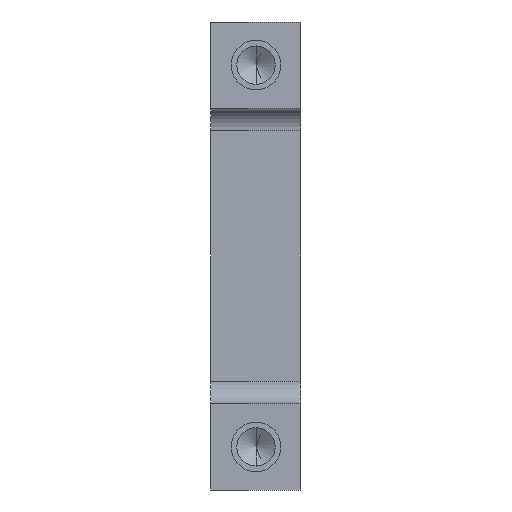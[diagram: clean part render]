
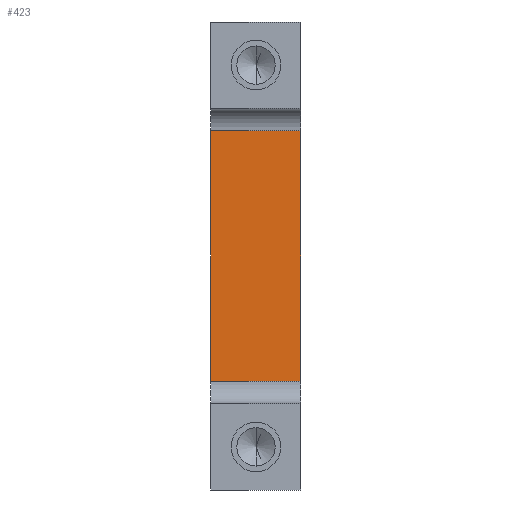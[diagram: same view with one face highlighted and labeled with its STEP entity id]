
A CAD part, left-side view. The second image highlights one B-rep face of the part: STEP entity #423.
In plain terms, the highlighted planar face has unit normal (-1, 0, 0).
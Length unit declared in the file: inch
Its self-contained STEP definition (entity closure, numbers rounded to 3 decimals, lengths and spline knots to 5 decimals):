
#33 = VECTOR ( 'NONE', #835, 39.37008 ) ;
#36 = VERTEX_POINT ( 'NONE', #2295 ) ;
#94 = LINE ( 'NONE', #653, #33 ) ;
#95 = CARTESIAN_POINT ( 'NONE',  ( -0.535, 0.25, -0.348 ) ) ;
#99 = CARTESIAN_POINT ( 'NONE',  ( -0.535, 0., -0.348 ) ) ;
#204 = EDGE_LOOP ( 'NONE', ( #348, #410, #1378, #924 ) ) ;
#283 = DIRECTION ( 'NONE',  ( 0., -1., 0. ) ) ;
#348 = ORIENTED_EDGE ( 'NONE', *, *, #1862, .T. ) ;
#368 = DIRECTION ( 'NONE',  ( 1., 0., 0. ) ) ;
#381 = VERTEX_POINT ( 'NONE', #1366 ) ;
#410 = ORIENTED_EDGE ( 'NONE', *, *, #2429, .F. ) ;
#423 = ADVANCED_FACE ( 'NONE', ( #533 ), #1114, .F. ) ;
#533 = FACE_OUTER_BOUND ( 'NONE', #204, .T. ) ;
#653 = CARTESIAN_POINT ( 'NONE',  ( -0.535, 0.25, 0.348 ) ) ;
#724 = VERTEX_POINT ( 'NONE', #1024 ) ;
#789 = LINE ( 'NONE', #1761, #2140 ) ;
#835 = DIRECTION ( 'NONE',  ( 0., -1., 0. ) ) ;
#924 = ORIENTED_EDGE ( 'NONE', *, *, #2418, .T. ) ;
#942 = CARTESIAN_POINT ( 'NONE',  ( -0.535, 0., -0.348 ) ) ;
#943 = AXIS2_PLACEMENT_3D ( 'NONE', #1305, #368, #1701 ) ;
#1024 = CARTESIAN_POINT ( 'NONE',  ( -0.535, 0.25, 0.348 ) ) ;
#1114 = PLANE ( 'NONE',  #943 ) ;
#1181 = DIRECTION ( 'NONE',  ( 0., 0., 1. ) ) ;
#1305 = CARTESIAN_POINT ( 'NONE',  ( -0.535, 0.25, -0.348 ) ) ;
#1366 = CARTESIAN_POINT ( 'NONE',  ( -0.535, 0.25, -0.348 ) ) ;
#1378 = ORIENTED_EDGE ( 'NONE', *, *, #1755, .F. ) ;
#1388 = VECTOR ( 'NONE', #1538, 39.37008 ) ;
#1531 = VECTOR ( 'NONE', #283, 39.37008 ) ;
#1538 = DIRECTION ( 'NONE',  ( 0., 0., 1. ) ) ;
#1701 = DIRECTION ( 'NONE',  ( 0., 0., -1. ) ) ;
#1755 = EDGE_CURVE ( 'NONE', #381, #724, #789, .T. ) ;
#1761 = CARTESIAN_POINT ( 'NONE',  ( -0.535, 0.25, -0.348 ) ) ;
#1862 = EDGE_CURVE ( 'NONE', #2139, #36, #2389, .T. ) ;
#2049 = LINE ( 'NONE', #95, #1531 ) ;
#2139 = VERTEX_POINT ( 'NONE', #942 ) ;
#2140 = VECTOR ( 'NONE', #1181, 39.37008 ) ;
#2295 = CARTESIAN_POINT ( 'NONE',  ( -0.535, 0., 0.348 ) ) ;
#2389 = LINE ( 'NONE', #99, #1388 ) ;
#2418 = EDGE_CURVE ( 'NONE', #381, #2139, #2049, .T. ) ;
#2429 = EDGE_CURVE ( 'NONE', #724, #36, #94, .T. ) ;
